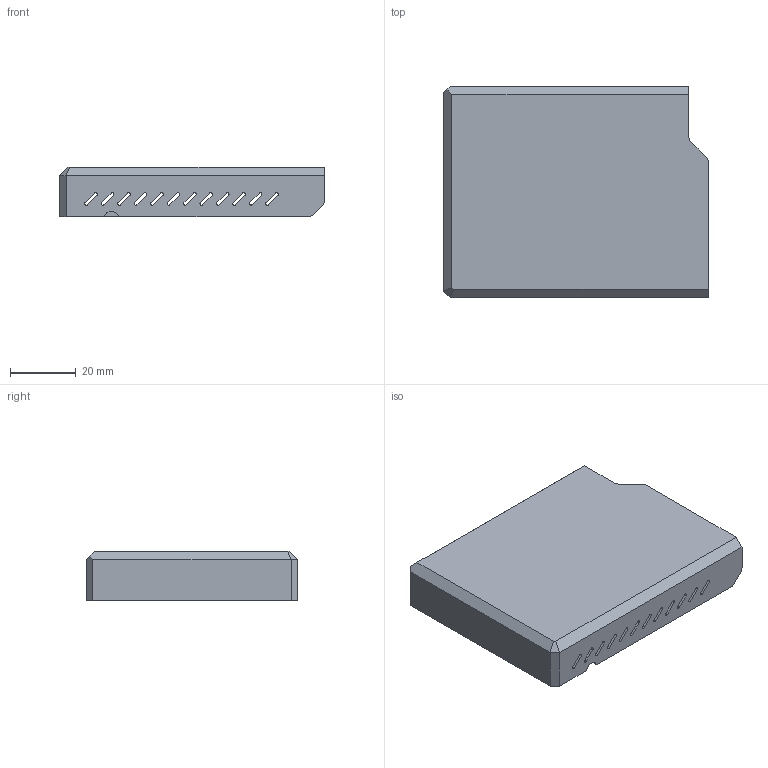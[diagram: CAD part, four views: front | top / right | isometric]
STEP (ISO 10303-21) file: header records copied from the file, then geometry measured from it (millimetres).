
FILE_DESCRIPTION (( 'STEP AP214' ), '1' );
FILE_NAME ('奻褲pi.STEP', '2023-05-08T10:19:40', ( '' ), ( '' ), 'SwSTEP 2.0', 'SolidWorks 2022', '' );
FILE_SCHEMA (( 'AUTOMOTIVE_DESIGN' ));
Length unit declared in the file: millimetre
Products named in the file (1): 上壳pi
Bounding box: 80.5 x 64.2 x 15 mm (x, y, z)
Volume: 15202.5 mm3; surface area: 16115.7 mm2
Topology: 1 solids, 1 shells, 167 faces, 491 edges, 326 vertices
Faces by surface type: cylinder 86, plane 78, torus 3
Entity records: 5740 total; most frequent: DIRECTION 1001, CARTESIAN_POINT 994, ORIENTED_EDGE 982, EDGE_CURVE 491, AXIS2_PLACEMENT_3D 345, VERTEX_POINT 326, LINE 311, VECTOR 311
